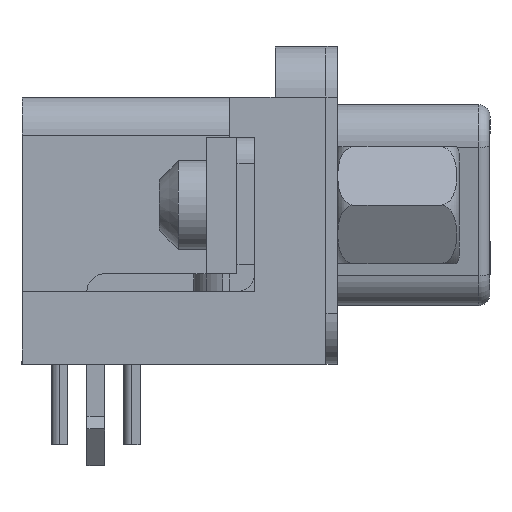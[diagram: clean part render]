
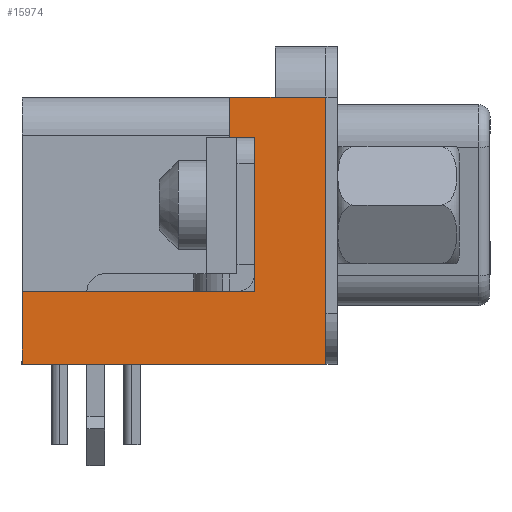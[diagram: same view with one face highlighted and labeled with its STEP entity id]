
A CAD part, left-side view. The second image highlights one B-rep face of the part: STEP entity #15974.
In plain terms, the highlighted planar face has unit normal (-1, 0, 0).
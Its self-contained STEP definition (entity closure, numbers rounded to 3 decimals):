
#883=LINE('',#23822,#2847);
#897=LINE('',#23857,#2861);
#905=LINE('',#23877,#2869);
#913=LINE('',#23900,#2877);
#914=LINE('',#23902,#2878);
#915=LINE('',#23904,#2879);
#916=LINE('',#23906,#2880);
#917=LINE('',#23907,#2881);
#918=LINE('',#23909,#2882);
#2847=VECTOR('',#19027,1000.);
#2861=VECTOR('',#19049,1000.);
#2869=VECTOR('',#19065,1000.);
#2877=VECTOR('',#19085,1000.);
#2878=VECTOR('',#19086,1000.);
#2879=VECTOR('',#19087,1000.);
#2880=VECTOR('',#19088,1000.);
#2881=VECTOR('',#19089,1000.);
#2882=VECTOR('',#19090,1000.);
#4966=ORIENTED_EDGE('',*,*,#9482,.T.);
#4967=ORIENTED_EDGE('',*,*,#9521,.T.);
#4968=ORIENTED_EDGE('',*,*,#9522,.T.);
#4969=ORIENTED_EDGE('',*,*,#9523,.T.);
#4970=ORIENTED_EDGE('',*,*,#9524,.F.);
#4971=ORIENTED_EDGE('',*,*,#9499,.T.);
#4972=ORIENTED_EDGE('',*,*,#9525,.T.);
#4973=ORIENTED_EDGE('',*,*,#9526,.T.);
#4974=ORIENTED_EDGE('',*,*,#9510,.T.);
#9482=EDGE_CURVE('',#11736,#11735,#883,.T.);
#9499=EDGE_CURVE('',#11750,#11752,#897,.T.);
#9510=EDGE_CURVE('',#11761,#11736,#905,.T.);
#9521=EDGE_CURVE('',#11735,#11770,#913,.T.);
#9522=EDGE_CURVE('',#11770,#11771,#914,.T.);
#9523=EDGE_CURVE('',#11771,#11772,#915,.T.);
#9524=EDGE_CURVE('',#11750,#11772,#916,.T.);
#9525=EDGE_CURVE('',#11752,#11773,#917,.T.);
#9526=EDGE_CURVE('',#11773,#11761,#918,.T.);
#11735=VERTEX_POINT('',#23821);
#11736=VERTEX_POINT('',#23823);
#11750=VERTEX_POINT('',#23852);
#11752=VERTEX_POINT('',#23856);
#11761=VERTEX_POINT('',#23878);
#11770=VERTEX_POINT('',#23901);
#11771=VERTEX_POINT('',#23903);
#11772=VERTEX_POINT('',#23905);
#11773=VERTEX_POINT('',#23908);
#13197=EDGE_LOOP('',(#4966,#4967,#4968,#4969,#4970,#4971,#4972,#4973,#4974));
#14267=FACE_BOUND('',#13197,.T.);
#15257=PLANE('',#17216);
#15974=ADVANCED_FACE('',(#14267),#15257,.T.);
#17216=AXIS2_PLACEMENT_3D('',#23899,#19083,#19084);
#19027=DIRECTION('',(0.,0.,1.));
#19049=DIRECTION('',(0.,0.,-1.));
#19065=DIRECTION('',(0.,-1.,0.));
#19083=DIRECTION('',(-1.,0.,0.));
#19084=DIRECTION('',(0.,0.,1.));
#19085=DIRECTION('',(0.,1.,0.));
#19086=DIRECTION('',(0.,1.,0.));
#19087=DIRECTION('',(0.,0.,-1.));
#19088=DIRECTION('',(0.,1.,0.));
#19089=DIRECTION('',(0.,1.,0.));
#19090=DIRECTION('',(0.,0.,-1.));
#23821=CARTESIAN_POINT('',(-26.55,-5.975,4.25));
#23822=CARTESIAN_POINT('',(-26.55,-5.975,-6.25));
#23823=CARTESIAN_POINT('',(-26.55,-5.975,-6.25));
#23852=CARTESIAN_POINT('',(-26.55,-3.175,2.65));
#23856=CARTESIAN_POINT('',(-26.55,-3.175,-3.4));
#23857=CARTESIAN_POINT('',(-26.55,-3.175,2.65));
#23877=CARTESIAN_POINT('',(-26.55,5.975,-6.25));
#23878=CARTESIAN_POINT('',(-26.55,5.975,-6.25));
#23899=CARTESIAN_POINT('',(-26.55,0.,0.));
#23900=CARTESIAN_POINT('',(-26.55,0.,4.25));
#23901=CARTESIAN_POINT('',(-26.55,-3.975,4.25));
#23902=CARTESIAN_POINT('',(-26.55,-3.975,4.25));
#23903=CARTESIAN_POINT('',(-26.55,-2.175,4.25));
#23904=CARTESIAN_POINT('',(-26.55,-2.175,4.25));
#23905=CARTESIAN_POINT('',(-26.55,-2.175,2.65));
#23906=CARTESIAN_POINT('',(-26.55,-3.175,2.65));
#23907=CARTESIAN_POINT('',(-26.55,-2.175,-3.4));
#23908=CARTESIAN_POINT('',(-26.55,5.975,-3.4));
#23909=CARTESIAN_POINT('',(-26.55,5.975,4.25));
